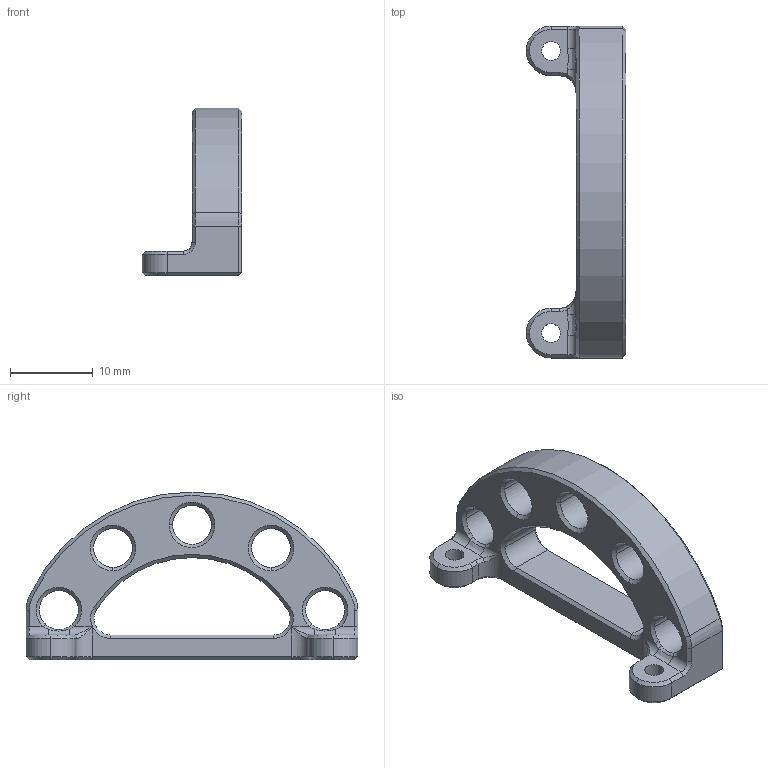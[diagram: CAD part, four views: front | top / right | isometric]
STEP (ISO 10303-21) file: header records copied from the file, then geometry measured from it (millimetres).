
FILE_DESCRIPTION (( 'STEP AP214' ), '1' );
FILE_NAME ('38mm Camera Module 2020 Extrusion Mount, Camera Attachment.STEP', '2023-01-22T06:38:09', ( '' ), ( '' ), 'SwSTEP 2.0', 'SolidWorks 2023', '' );
FILE_SCHEMA (( 'AUTOMOTIVE_DESIGN' ));
Length unit declared in the file: millimetre
Products named in the file (1): 38mm Camera Module 2020 Extrusion Mount, Camera Attachment
Bounding box: 12 x 40 x 20.22 mm (x, y, z)
Volume: 2544.8 mm3; surface area: 2292.6 mm2
Topology: 1 solids, 1 shells, 116 faces, 299 edges, 178 vertices
Faces by surface type: cone 46, cylinder 31, plane 29, bspline 10
Entity records: 5676 total; most frequent: CARTESIAN_POINT 1564, DIRECTION 597, ORIENTED_EDGE 590, EDGE_CURVE 295, AXIS2_PLACEMENT_3D 231, VERTEX_POINT 178, VECTOR 135, LINE 135
